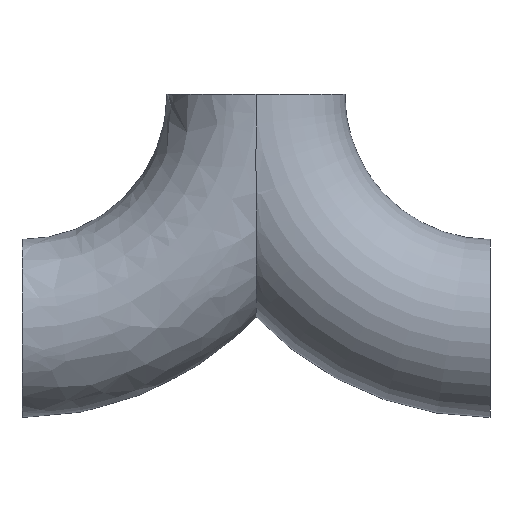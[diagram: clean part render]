
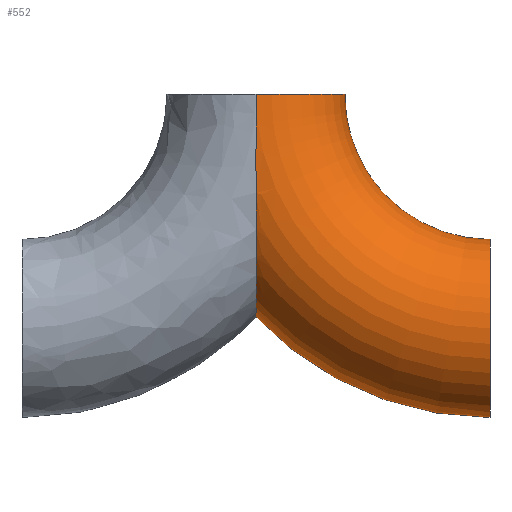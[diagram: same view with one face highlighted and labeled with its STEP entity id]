
A CAD part, front view. The second image highlights one B-rep face of the part: STEP entity #552.
In plain terms, the highlighted toroidal (fillet/blend) face has major radius 133.5 mm and minor radius 50.8 mm.
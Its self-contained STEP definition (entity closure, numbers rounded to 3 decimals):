
#406=CARTESIAN_POINT('',(0.,-50.8,0.));
#407=VERTEX_POINT('',#406);
#408=CARTESIAN_POINT('',(0.,50.8,0.));
#409=VERTEX_POINT('',#408);
#410=CARTESIAN_POINT('',(0.,-50.8,0.));
#411=CARTESIAN_POINT('',(0.,-50.8,-0.142));
#412=CARTESIAN_POINT('',(0.,-50.8,-0.314));
#413=CARTESIAN_POINT('',(0.,-50.8,-0.457));
#414=CARTESIAN_POINT('',(0.,-50.8,-8.528));
#415=CARTESIAN_POINT('',(0.,-50.806,-15.835));
#416=CARTESIAN_POINT('',(0.,-50.765,-22.547));
#417=CARTESIAN_POINT('',(0.,-50.712,-31.095));
#418=CARTESIAN_POINT('',(0.,-50.571,-38.681));
#419=CARTESIAN_POINT('',(0.,-50.23,-45.655));
#420=CARTESIAN_POINT('',(0.,-49.938,-51.612));
#421=CARTESIAN_POINT('',(0.0,-49.506,-57.124));
#422=CARTESIAN_POINT('',(0.0,-48.87,-62.412));
#423=CARTESIAN_POINT('',(0.0,-48.461,-65.82));
#424=CARTESIAN_POINT('',(0.,-47.967,-69.135));
#425=CARTESIAN_POINT('',(0.0,-47.36,-72.415));
#426=CARTESIAN_POINT('',(0.,-47.013,-74.289));
#427=CARTESIAN_POINT('',(0.,-46.628,-76.161));
#428=CARTESIAN_POINT('',(0.,-46.197,-78.025));
#429=CARTESIAN_POINT('',(0.,-44.941,-83.468));
#430=CARTESIAN_POINT('',(0.,-43.308,-88.838));
#431=CARTESIAN_POINT('',(0.,-41.172,-93.972));
#432=CARTESIAN_POINT('',(0.,-39.99,-96.813));
#433=CARTESIAN_POINT('',(0.,-38.655,-99.582));
#434=CARTESIAN_POINT('',(0.,-37.14,-102.251));
#435=CARTESIAN_POINT('',(0.,-35.181,-105.703));
#436=CARTESIAN_POINT('',(0.,-32.926,-108.981));
#437=CARTESIAN_POINT('',(0.,-30.341,-111.976));
#438=CARTESIAN_POINT('',(0.,-29.776,-112.631));
#439=CARTESIAN_POINT('',(0.,-29.194,-113.273));
#440=CARTESIAN_POINT('',(0.,-28.599,-113.898));
#441=CARTESIAN_POINT('',(0.,-26.083,-116.538));
#442=CARTESIAN_POINT('',(0.,-23.42,-118.771));
#443=CARTESIAN_POINT('',(0.,-20.656,-120.606));
#444=CARTESIAN_POINT('',(0.,-18.99,-121.712));
#445=CARTESIAN_POINT('',(0.,-17.287,-122.673));
#446=CARTESIAN_POINT('',(0.,-15.558,-123.493));
#447=CARTESIAN_POINT('',(0.,-14.374,-124.053));
#448=CARTESIAN_POINT('',(0.,-13.176,-124.549));
#449=CARTESIAN_POINT('',(0.,-11.957,-124.981));
#450=CARTESIAN_POINT('',(0.,-9.235,-125.945));
#451=CARTESIAN_POINT('',(0.,-6.422,-126.588));
#452=CARTESIAN_POINT('',(0.,-3.55,-126.88));
#453=CARTESIAN_POINT('',(0.,-2.067,-127.031));
#454=CARTESIAN_POINT('',(0.,-0.564,-127.087));
#455=CARTESIAN_POINT('',(0.,0.925,-127.048));
#456=CARTESIAN_POINT('',(0.,3.7,-126.974));
#457=CARTESIAN_POINT('',(0.,6.445,-126.572));
#458=CARTESIAN_POINT('',(0.,9.128,-125.858));
#459=CARTESIAN_POINT('',(0.,10.778,-125.418));
#460=CARTESIAN_POINT('',(0.,12.409,-124.858));
#461=CARTESIAN_POINT('',(0.,13.986,-124.195));
#462=CARTESIAN_POINT('',(0.,18.022,-122.498));
#463=CARTESIAN_POINT('',(0.,21.733,-120.126));
#464=CARTESIAN_POINT('',(0.,25.074,-117.252));
#465=CARTESIAN_POINT('',(0.,25.688,-116.725));
#466=CARTESIAN_POINT('',(0.,26.289,-116.181));
#467=CARTESIAN_POINT('',(0.,26.887,-115.61));
#468=CARTESIAN_POINT('',(0.,29.667,-112.961));
#469=CARTESIAN_POINT('',(0.,32.345,-109.787));
#470=CARTESIAN_POINT('',(0.,34.831,-106.022));
#471=CARTESIAN_POINT('',(0.,35.956,-104.319));
#472=CARTESIAN_POINT('',(0.,37.041,-102.495));
#473=CARTESIAN_POINT('',(0.,38.078,-100.544));
#474=CARTESIAN_POINT('',(0.,38.535,-99.683));
#475=CARTESIAN_POINT('',(0.,38.984,-98.794));
#476=CARTESIAN_POINT('',(0.,39.413,-97.902));
#477=CARTESIAN_POINT('',(0.,42.829,-90.8));
#478=CARTESIAN_POINT('',(0.,45.106,-83.245));
#479=CARTESIAN_POINT('',(0.,46.665,-75.917));
#480=CARTESIAN_POINT('',(0.,47.249,-73.169));
#481=CARTESIAN_POINT('',(0.,47.733,-70.453));
#482=CARTESIAN_POINT('',(0.,48.137,-67.804));
#483=CARTESIAN_POINT('',(0.,48.297,-66.753));
#484=CARTESIAN_POINT('',(0.,48.446,-65.712));
#485=CARTESIAN_POINT('',(0.,48.582,-64.685));
#486=CARTESIAN_POINT('',(0.,48.699,-63.813));
#487=CARTESIAN_POINT('',(0.,48.808,-62.943));
#488=CARTESIAN_POINT('',(0.,48.911,-62.069));
#489=CARTESIAN_POINT('',(0.,49.508,-57.024));
#490=CARTESIAN_POINT('',(0.,49.912,-51.881));
#491=CARTESIAN_POINT('',(0.,50.195,-46.353));
#492=CARTESIAN_POINT('',(0.,50.552,-39.357));
#493=CARTESIAN_POINT('',(0.,50.705,-31.743));
#494=CARTESIAN_POINT('',(0.,50.762,-22.93));
#495=CARTESIAN_POINT('',(0.,50.806,-16.22));
#496=CARTESIAN_POINT('',(0.,50.8,-8.814));
#497=CARTESIAN_POINT('',(0.,50.8,-0.457));
#498=CARTESIAN_POINT('',(0.,50.8,-0.314));
#499=CARTESIAN_POINT('',(0.,50.8,-0.142));
#500=CARTESIAN_POINT('',(0.,50.8,0.));
#501=B_SPLINE_CURVE_WITH_KNOTS('',3,(#410,#411,#412,#413,#414,#415,#416,#417,#418,#419,#420,#421,#422,#423,#424,#425,#426,#427,#428,#429,#430,#431,#432,#433,#434,#435,#436,#437,#438,#439,#440,#441,#442,#443,#444,#445,#446,#447,#448,#449,#450,#451,#452,#453,#454,#455,#456,#457,#458,#459,#460,#461,#462,#463,#464,#465,#466,#467,#468,#469,#470,#471,#472,#473,#474,#475,#476,#477,#478,#479,#480,#481,#482,#483,#484,#485,#486,#487,#488,#489,#490,#491,#492,#493,#494,#495,#496,#497,#498,#499,#500),.UNSPECIFIED.,.F.,.U.,(4,3,3,3,3,3,3,3,3,3,3,3,3,3,3,3,3,3,3,3,3,3,3,3,3,3,3,3,3,3,4),(-0.043,0.0,2.421,5.505,8.139,9.836,10.806,13.638,15.205,17.232,17.675,19.548,20.677,21.45,23.175,24.065,25.724,26.744,29.357,29.837,32.063,33.069,33.513,37.046,38.371,38.897,39.342,41.914,45.168,47.645,47.687),.UNSPECIFIED.);
#502=EDGE_CURVE('',#407,#409,#501,.T.);
#526=CARTESIAN_POINT('',(133.5,0.0,0.));
#527=DIRECTION('',(0.0,1.0,0.0));
#528=DIRECTION('',(0.0,0.0,1.0));
#529=AXIS2_PLACEMENT_3D('',#526,#527,#528);
#530=TOROIDAL_SURFACE('',#529,133.5,50.8);
#531=CARTESIAN_POINT('',(133.5,0.,-82.7));
#532=VERTEX_POINT('',#531);
#533=CARTESIAN_POINT('',(133.5,0.0,-133.5));
#534=DIRECTION('',(1.0,0.0,0.0));
#535=DIRECTION('',(0.0,0.0,-1.0));
#536=AXIS2_PLACEMENT_3D('',#533,#534,#535);
#537=CIRCLE('',#536,50.8);
#538=EDGE_CURVE('',#532,#532,#537,.T.);
#539=ORIENTED_EDGE('',*,*,#538,.F.);
#540=EDGE_LOOP('',(#539));
#541=FACE_OUTER_BOUND('',#540,.T.);
#542=ORIENTED_EDGE('',*,*,#502,.T.);
#543=CARTESIAN_POINT('',(0.0,0.0,0.0));
#544=DIRECTION('',(0.0,0.0,-1.0));
#545=DIRECTION('',(-1.0,0.0,0.0));
#546=AXIS2_PLACEMENT_3D('',#543,#544,#545);
#547=CIRCLE('',#546,50.8);
#548=EDGE_CURVE('',#409,#407,#547,.T.);
#549=ORIENTED_EDGE('',*,*,#548,.T.);
#550=EDGE_LOOP('',(#542,#549));
#551=FACE_BOUND('',#550,.T.);
#552=ADVANCED_FACE('',(#541,#551),#530,.T.);
